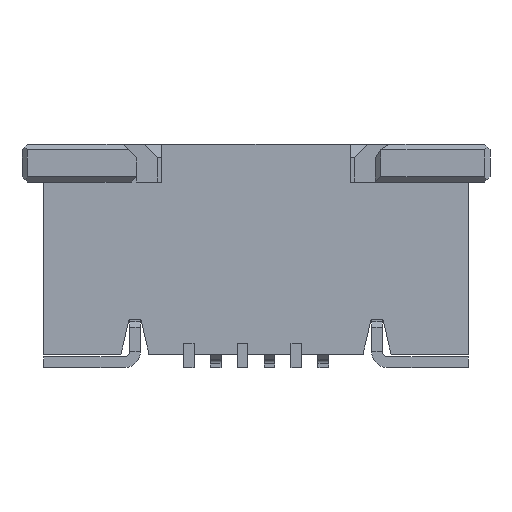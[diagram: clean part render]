
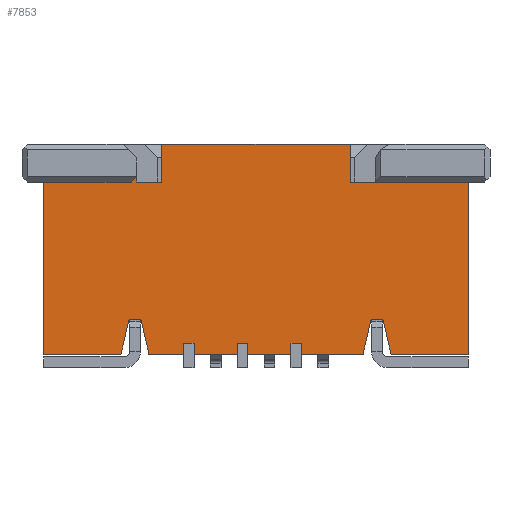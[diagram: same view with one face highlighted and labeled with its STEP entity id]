
A CAD part, front view. The second image highlights one B-rep face of the part: STEP entity #7853.
In plain terms, the highlighted planar face has unit normal (0, -1, 0).
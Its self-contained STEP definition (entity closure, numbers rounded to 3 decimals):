
#167=FACE_OUTER_BOUND('',#571,.T.);
#571=EDGE_LOOP('',(#5168,#5169,#5170,#5171,#5172,#5173,#5174,#5175,#5176,
#5177,#5178,#5179,#5180,#5181,#5182,#5183,#5184,#5185,#5186,#5187,#5188,
#5189,#5190,#5191,#5192,#5193,#5194,#5195,#5196,#5197,#5198,#5199));
#977=LINE('',#10801,#2051);
#991=LINE('',#10832,#2065);
#1014=LINE('',#10877,#2088);
#1080=LINE('',#11011,#2154);
#1092=LINE('',#11034,#2166);
#1093=LINE('',#11036,#2167);
#1094=LINE('',#11038,#2168);
#1095=LINE('',#11040,#2169);
#1096=LINE('',#11042,#2170);
#1097=LINE('',#11044,#2171);
#1098=LINE('',#11046,#2172);
#1099=LINE('',#11048,#2173);
#1100=LINE('',#11050,#2174);
#1101=LINE('',#11052,#2175);
#1102=LINE('',#11054,#2176);
#1103=LINE('',#11056,#2177);
#1104=LINE('',#11058,#2178);
#1105=LINE('',#11060,#2179);
#1106=LINE('',#11062,#2180);
#1107=LINE('',#11064,#2181);
#1108=LINE('',#11066,#2182);
#1109=LINE('',#11067,#2183);
#1110=LINE('',#11069,#2184);
#1111=LINE('',#11071,#2185);
#1112=LINE('',#11072,#2186);
#1113=LINE('',#11074,#2187);
#1114=LINE('',#11076,#2188);
#1115=LINE('',#11078,#2189);
#1116=LINE('',#11080,#2190);
#1117=LINE('',#11082,#2191);
#1118=LINE('',#11084,#2192);
#1119=LINE('',#11085,#2193);
#2051=VECTOR('',#8750,3.2);
#2065=VECTOR('',#8768,1.73);
#2088=VECTOR('',#8791,1.63);
#2154=VECTOR('',#8873,0.22);
#2166=VECTOR('',#8891,1.44);
#2167=VECTOR('',#8892,0.667);
#2168=VECTOR('',#8893,0.22);
#2169=VECTOR('',#8894,0.667);
#2170=VECTOR('',#8895,0.64);
#2171=VECTOR('',#8896,0.2);
#2172=VECTOR('',#8897,0.2);
#2173=VECTOR('',#8898,0.2);
#2174=VECTOR('',#8899,0.8);
#2175=VECTOR('',#8900,0.2);
#2176=VECTOR('',#8901,0.2);
#2177=VECTOR('',#8902,0.2);
#2178=VECTOR('',#8903,0.8);
#2179=VECTOR('',#8904,0.2);
#2180=VECTOR('',#8905,0.2);
#2181=VECTOR('',#8906,0.2);
#2182=VECTOR('',#8907,1.14);
#2183=VECTOR('',#8908,0.667);
#2184=VECTOR('',#8909,0.667);
#2185=VECTOR('',#8910,1.44);
#2186=VECTOR('',#8911,3.2);
#2187=VECTOR('',#8912,0.47);
#2188=VECTOR('',#8913,0.7);
#2189=VECTOR('',#8914,3.5);
#2190=VECTOR('',#8915,0.7);
#2191=VECTOR('',#8916,0.47);
#2192=VECTOR('',#8917,0.1);
#2193=VECTOR('',#8918,0.141);
#3121=VERTEX_POINT('',#10792);
#3125=VERTEX_POINT('',#10799);
#3139=VERTEX_POINT('',#10829);
#3140=VERTEX_POINT('',#10831);
#3162=VERTEX_POINT('',#10876);
#3221=VERTEX_POINT('',#11009);
#3222=VERTEX_POINT('',#11010);
#3230=VERTEX_POINT('',#11033);
#3231=VERTEX_POINT('',#11035);
#3232=VERTEX_POINT('',#11037);
#3233=VERTEX_POINT('',#11039);
#3234=VERTEX_POINT('',#11041);
#3235=VERTEX_POINT('',#11043);
#3236=VERTEX_POINT('',#11045);
#3237=VERTEX_POINT('',#11047);
#3238=VERTEX_POINT('',#11049);
#3239=VERTEX_POINT('',#11051);
#3240=VERTEX_POINT('',#11053);
#3241=VERTEX_POINT('',#11055);
#3242=VERTEX_POINT('',#11057);
#3243=VERTEX_POINT('',#11059);
#3244=VERTEX_POINT('',#11061);
#3245=VERTEX_POINT('',#11063);
#3246=VERTEX_POINT('',#11065);
#3247=VERTEX_POINT('',#11068);
#3248=VERTEX_POINT('',#11070);
#3249=VERTEX_POINT('',#11073);
#3250=VERTEX_POINT('',#11075);
#3251=VERTEX_POINT('',#11077);
#3252=VERTEX_POINT('',#11079);
#3253=VERTEX_POINT('',#11081);
#3254=VERTEX_POINT('',#11083);
#3880=EDGE_CURVE('',#3121,#3125,#977,.T.);
#3894=EDGE_CURVE('',#3139,#3140,#991,.T.);
#3917=EDGE_CURVE('',#3121,#3162,#1014,.T.);
#3983=EDGE_CURVE('',#3221,#3222,#1080,.T.);
#3995=EDGE_CURVE('',#3125,#3230,#1092,.T.);
#3996=EDGE_CURVE('',#3230,#3231,#1093,.T.);
#3997=EDGE_CURVE('',#3231,#3232,#1094,.T.);
#3998=EDGE_CURVE('',#3232,#3233,#1095,.T.);
#3999=EDGE_CURVE('',#3233,#3234,#1096,.T.);
#4000=EDGE_CURVE('',#3234,#3235,#1097,.T.);
#4001=EDGE_CURVE('',#3235,#3236,#1098,.T.);
#4002=EDGE_CURVE('',#3237,#3236,#1099,.T.);
#4003=EDGE_CURVE('',#3237,#3238,#1100,.T.);
#4004=EDGE_CURVE('',#3238,#3239,#1101,.T.);
#4005=EDGE_CURVE('',#3239,#3240,#1102,.T.);
#4006=EDGE_CURVE('',#3241,#3240,#1103,.T.);
#4007=EDGE_CURVE('',#3241,#3242,#1104,.T.);
#4008=EDGE_CURVE('',#3242,#3243,#1105,.T.);
#4009=EDGE_CURVE('',#3243,#3244,#1106,.T.);
#4010=EDGE_CURVE('',#3245,#3244,#1107,.T.);
#4011=EDGE_CURVE('',#3245,#3246,#1108,.T.);
#4012=EDGE_CURVE('',#3246,#3221,#1109,.T.);
#4013=EDGE_CURVE('',#3222,#3247,#1110,.T.);
#4014=EDGE_CURVE('',#3247,#3248,#1111,.T.);
#4015=EDGE_CURVE('',#3140,#3248,#1112,.T.);
#4016=EDGE_CURVE('',#3249,#3139,#1113,.T.);
#4017=EDGE_CURVE('',#3249,#3250,#1114,.T.);
#4018=EDGE_CURVE('',#3250,#3251,#1115,.T.);
#4019=EDGE_CURVE('',#3251,#3252,#1116,.T.);
#4020=EDGE_CURVE('',#3253,#3252,#1117,.T.);
#4021=EDGE_CURVE('',#3254,#3253,#1118,.T.);
#4022=EDGE_CURVE('',#3254,#3162,#1119,.T.);
#5168=ORIENTED_EDGE('',*,*,#3917,.F.);
#5169=ORIENTED_EDGE('',*,*,#3880,.T.);
#5170=ORIENTED_EDGE('',*,*,#3995,.T.);
#5171=ORIENTED_EDGE('',*,*,#3996,.T.);
#5172=ORIENTED_EDGE('',*,*,#3997,.T.);
#5173=ORIENTED_EDGE('',*,*,#3998,.T.);
#5174=ORIENTED_EDGE('',*,*,#3999,.T.);
#5175=ORIENTED_EDGE('',*,*,#4000,.T.);
#5176=ORIENTED_EDGE('',*,*,#4001,.T.);
#5177=ORIENTED_EDGE('',*,*,#4002,.F.);
#5178=ORIENTED_EDGE('',*,*,#4003,.T.);
#5179=ORIENTED_EDGE('',*,*,#4004,.T.);
#5180=ORIENTED_EDGE('',*,*,#4005,.T.);
#5181=ORIENTED_EDGE('',*,*,#4006,.F.);
#5182=ORIENTED_EDGE('',*,*,#4007,.T.);
#5183=ORIENTED_EDGE('',*,*,#4008,.T.);
#5184=ORIENTED_EDGE('',*,*,#4009,.T.);
#5185=ORIENTED_EDGE('',*,*,#4010,.F.);
#5186=ORIENTED_EDGE('',*,*,#4011,.T.);
#5187=ORIENTED_EDGE('',*,*,#4012,.T.);
#5188=ORIENTED_EDGE('',*,*,#3983,.T.);
#5189=ORIENTED_EDGE('',*,*,#4013,.T.);
#5190=ORIENTED_EDGE('',*,*,#4014,.T.);
#5191=ORIENTED_EDGE('',*,*,#4015,.F.);
#5192=ORIENTED_EDGE('',*,*,#3894,.F.);
#5193=ORIENTED_EDGE('',*,*,#4016,.F.);
#5194=ORIENTED_EDGE('',*,*,#4017,.T.);
#5195=ORIENTED_EDGE('',*,*,#4018,.T.);
#5196=ORIENTED_EDGE('',*,*,#4019,.T.);
#5197=ORIENTED_EDGE('',*,*,#4020,.F.);
#5198=ORIENTED_EDGE('',*,*,#4021,.F.);
#5199=ORIENTED_EDGE('',*,*,#4022,.T.);
#7363=PLANE('',#8269);
#7853=ADVANCED_FACE('',(#167),#7363,.T.);
#8269=AXIS2_PLACEMENT_3D('',#11032,#8889,#8890);
#8750=DIRECTION('',(0.,0.,-1.));
#8768=DIRECTION('',(1.,0.,0.));
#8791=DIRECTION('',(1.,0.,0.));
#8873=DIRECTION('',(1.,0.,0.));
#8889=DIRECTION('center_axis',(0.,-1.,0.));
#8890=DIRECTION('ref_axis',(0.,0.,-1.));
#8891=DIRECTION('',(1.,0.,0.));
#8892=DIRECTION('',(0.225,0.,0.974));
#8893=DIRECTION('',(1.,0.,0.));
#8894=DIRECTION('',(0.225,0.,-0.974));
#8895=DIRECTION('',(1.,0.,0.));
#8896=DIRECTION('',(0.,0.,1.));
#8897=DIRECTION('',(1.,0.,0.));
#8898=DIRECTION('',(0.,0.,1.));
#8899=DIRECTION('',(1.,0.,0.));
#8900=DIRECTION('',(0.,0.,1.));
#8901=DIRECTION('',(1.,0.,0.));
#8902=DIRECTION('',(0.,0.,1.));
#8903=DIRECTION('',(1.,0.,0.));
#8904=DIRECTION('',(0.,0.,1.));
#8905=DIRECTION('',(1.,0.,0.));
#8906=DIRECTION('',(0.,0.,1.));
#8907=DIRECTION('',(1.,0.,0.));
#8908=DIRECTION('',(0.225,0.,0.974));
#8909=DIRECTION('',(0.225,0.,-0.974));
#8910=DIRECTION('',(1.,0.,0.));
#8911=DIRECTION('',(0.,0.,-1.));
#8912=DIRECTION('',(1.,0.,0.));
#8913=DIRECTION('',(0.,0.,1.));
#8914=DIRECTION('',(-1.,0.,0.));
#8915=DIRECTION('',(0.,0.,-1.));
#8916=DIRECTION('',(1.,0.,0.));
#8917=DIRECTION('',(0.,0.,-1.));
#8918=DIRECTION('',(-0.707,0.,-0.707));
#10792=CARTESIAN_POINT('',(-3.95,-1.25,0.));
#10799=CARTESIAN_POINT('',(-3.95,-1.25,-3.2));
#10801=CARTESIAN_POINT('',(-3.95,-1.25,0.));
#10829=CARTESIAN_POINT('',(2.22,-1.25,0.));
#10831=CARTESIAN_POINT('',(3.95,-1.25,0.));
#10832=CARTESIAN_POINT('',(2.22,-1.25,0.));
#10876=CARTESIAN_POINT('',(-2.32,-1.25,0.));
#10877=CARTESIAN_POINT('',(-3.95,-1.25,0.));
#11009=CARTESIAN_POINT('',(2.14,-1.25,-2.55));
#11010=CARTESIAN_POINT('',(2.36,-1.25,-2.55));
#11011=CARTESIAN_POINT('',(2.14,-1.25,-2.55));
#11032=CARTESIAN_POINT('Origin',(-3.95,-1.25,0.));
#11033=CARTESIAN_POINT('',(-2.51,-1.25,-3.2));
#11034=CARTESIAN_POINT('',(-3.95,-1.25,-3.2));
#11035=CARTESIAN_POINT('',(-2.36,-1.25,-2.55));
#11036=CARTESIAN_POINT('',(-2.51,-1.25,-3.2));
#11037=CARTESIAN_POINT('',(-2.14,-1.25,-2.55));
#11038=CARTESIAN_POINT('',(-2.36,-1.25,-2.55));
#11039=CARTESIAN_POINT('',(-1.99,-1.25,-3.2));
#11040=CARTESIAN_POINT('',(-2.14,-1.25,-2.55));
#11041=CARTESIAN_POINT('',(-1.35,-1.25,-3.2));
#11042=CARTESIAN_POINT('',(-1.99,-1.25,-3.2));
#11043=CARTESIAN_POINT('',(-1.35,-1.25,-3.));
#11044=CARTESIAN_POINT('',(-1.35,-1.25,-3.2));
#11045=CARTESIAN_POINT('',(-1.15,-1.25,-3.));
#11046=CARTESIAN_POINT('',(-1.35,-1.25,-3.));
#11047=CARTESIAN_POINT('',(-1.15,-1.25,-3.2));
#11048=CARTESIAN_POINT('',(-1.15,-1.25,-3.2));
#11049=CARTESIAN_POINT('',(-0.35,-1.25,-3.2));
#11050=CARTESIAN_POINT('',(-1.15,-1.25,-3.2));
#11051=CARTESIAN_POINT('',(-0.35,-1.25,-3.));
#11052=CARTESIAN_POINT('',(-0.35,-1.25,-3.2));
#11053=CARTESIAN_POINT('',(-0.15,-1.25,-3.));
#11054=CARTESIAN_POINT('',(-0.35,-1.25,-3.));
#11055=CARTESIAN_POINT('',(-0.15,-1.25,-3.2));
#11056=CARTESIAN_POINT('',(-0.15,-1.25,-3.2));
#11057=CARTESIAN_POINT('',(0.65,-1.25,-3.2));
#11058=CARTESIAN_POINT('',(-0.15,-1.25,-3.2));
#11059=CARTESIAN_POINT('',(0.65,-1.25,-3.));
#11060=CARTESIAN_POINT('',(0.65,-1.25,-3.2));
#11061=CARTESIAN_POINT('',(0.85,-1.25,-3.));
#11062=CARTESIAN_POINT('',(0.65,-1.25,-3.));
#11063=CARTESIAN_POINT('',(0.85,-1.25,-3.2));
#11064=CARTESIAN_POINT('',(0.85,-1.25,-3.2));
#11065=CARTESIAN_POINT('',(1.99,-1.25,-3.2));
#11066=CARTESIAN_POINT('',(0.85,-1.25,-3.2));
#11067=CARTESIAN_POINT('',(1.99,-1.25,-3.2));
#11068=CARTESIAN_POINT('',(2.51,-1.25,-3.2));
#11069=CARTESIAN_POINT('',(2.36,-1.25,-2.55));
#11070=CARTESIAN_POINT('',(3.95,-1.25,-3.2));
#11071=CARTESIAN_POINT('',(2.51,-1.25,-3.2));
#11072=CARTESIAN_POINT('',(3.95,-1.25,0.));
#11073=CARTESIAN_POINT('',(1.75,-1.25,0.));
#11074=CARTESIAN_POINT('',(1.75,-1.25,0.));
#11075=CARTESIAN_POINT('',(1.75,-1.25,0.7));
#11076=CARTESIAN_POINT('',(1.75,-1.25,0.));
#11077=CARTESIAN_POINT('',(-1.75,-1.25,0.7));
#11078=CARTESIAN_POINT('',(1.75,-1.25,0.7));
#11079=CARTESIAN_POINT('',(-1.75,-1.25,0.));
#11080=CARTESIAN_POINT('',(-1.75,-1.25,0.7));
#11081=CARTESIAN_POINT('',(-2.22,-1.25,0.));
#11082=CARTESIAN_POINT('',(-2.22,-1.25,0.));
#11083=CARTESIAN_POINT('',(-2.22,-1.25,0.1));
#11084=CARTESIAN_POINT('',(-2.22,-1.25,0.1));
#11085=CARTESIAN_POINT('',(-2.22,-1.25,0.1));
